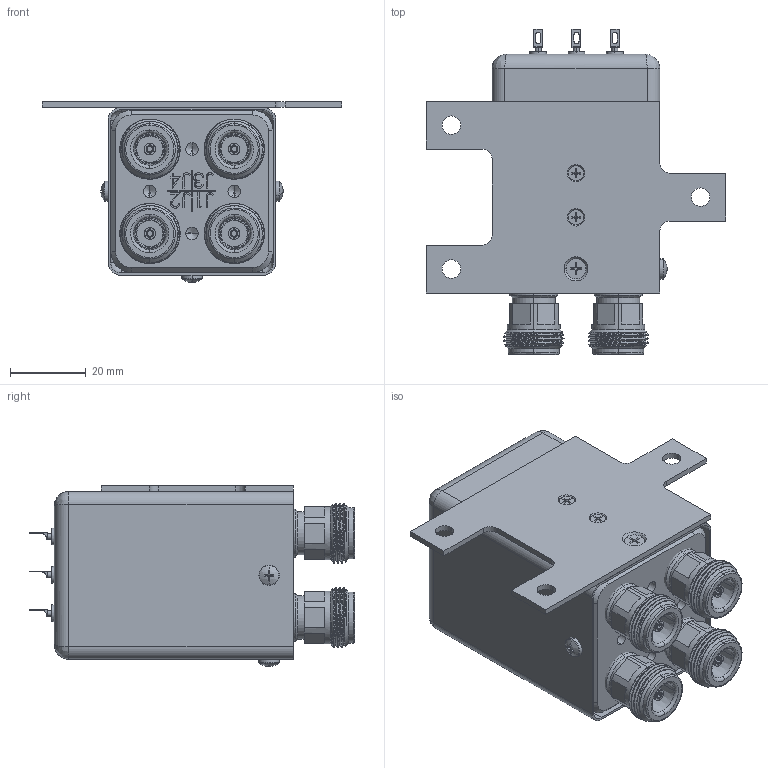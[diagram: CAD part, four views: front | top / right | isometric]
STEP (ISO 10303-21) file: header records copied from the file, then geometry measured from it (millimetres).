
FILE_DESCRIPTION (( 'STEP AP203' ), '1' );
FILE_NAME ('PE71S6495_3D.STEP', '2022-05-09T17:16:26', ( '' ), ( '' ), 'SwSTEP 2.0', 'SolidWorks 2021', '' );
FILE_SCHEMA (( 'CONFIG_CONTROL_DESIGN' ));
Length unit declared in the file: inch
Products named in the file (9): R040691-e360_-03_1^PE71S6495; PE71S6495_3D; A12075Y04_-401_1^PE71S6495; B22064002_1^PE71S6495; A12075Y05_-202_1^PE71S6495; B2202100X_1^PE71S6495; B22061003(未完成)_-7H_1^PE71S6495; A12075Y05_-402_1^PE71S6495; NEW N connector^PE71S6495
Assembly tree (20 placements, depth 2):
  PE71S6495_3D
    B2202100X_1^PE71S6495
    NEW N connector^PE71S6495  x4
    B22061003(未完成)_-7H_1^PE71S6495
    B22064002_1^PE71S6495
    R040691-e360_-03_1^PE71S6495  x7
    A12075Y05_-402_1^PE71S6495
    A12075Y04_-401_1^PE71S6495  x3
    A12075Y05_-202_1^PE71S6495  x2
Bounding box: 79.25 x 86.11 x 47.86 mm (x, y, z)
Volume: 32102.6 mm3; surface area: 49368.1 mm2
Topology: 16 solids, 20 shells, 1192 faces, 3059 edges, 1955 vertices
Faces by surface type: plane 505, cylinder 340, bspline 207, cone 140
Entity records: 29693 total; most frequent: CARTESIAN_POINT 13031, ORIENTED_EDGE 3315, DIRECTION 2894, EDGE_CURVE 1660, VERTEX_POINT 1084, AXIS2_PLACEMENT_3D 986, LINE 922, VECTOR 922
